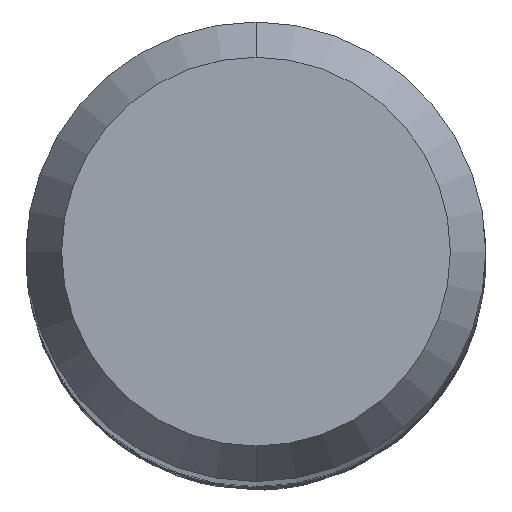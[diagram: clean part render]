
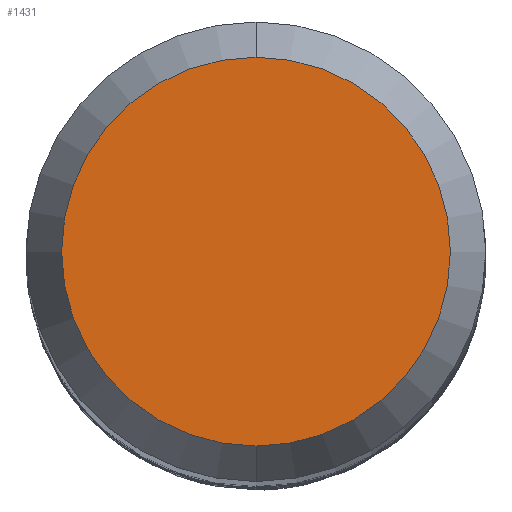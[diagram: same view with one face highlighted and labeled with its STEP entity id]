
A CAD part, top view. The second image highlights one B-rep face of the part: STEP entity #1431.
In plain terms, the highlighted planar face has unit normal (0, 0, 1).
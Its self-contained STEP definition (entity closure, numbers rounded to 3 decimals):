
#1087=EDGE_CURVE('',#1383,#1433,#3159,.T.);
#1383=VERTEX_POINT('',#3480);
#1431=ADVANCED_FACE('',(#3529),#3530,.T.);
#1433=VERTEX_POINT('',#3532);
#2951=EDGE_CURVE('',#1433,#1383,#5185,.T.);
#3159=CIRCLE('',#5806,2.538);
#3480=CARTESIAN_POINT('',(0.0,2.538,0.0));
#3529=FACE_OUTER_BOUND('',#8779,.T.);
#3530=PLANE('',#8780);
#3532=CARTESIAN_POINT('',(0.,-2.538,0.0));
#5185=CIRCLE('',#26599,2.538);
#5806=AXIS2_PLACEMENT_3D('',#28618,#28619,#28620);
#8779=EDGE_LOOP('',(#28939,#28940));
#8780=AXIS2_PLACEMENT_3D('',#28941,#28942,#28943);
#26599=AXIS2_PLACEMENT_3D('',#30772,#30773,#30774);
#28618=CARTESIAN_POINT('',(0.0,0.0,0.0));
#28619=DIRECTION('',(0.0,0.0,-1.0));
#28620=DIRECTION('',(0.0,1.0,0.0));
#28939=ORIENTED_EDGE('',*,*,#1087,.F.);
#28940=ORIENTED_EDGE('',*,*,#2951,.F.);
#28941=CARTESIAN_POINT('',(0.0,1.269,0.0));
#28942=DIRECTION('',(-0.0,0.0,1.0));
#28943=DIRECTION('',(0.0,-1.0,0.0));
#30772=CARTESIAN_POINT('',(0.0,0.0,0.0));
#30773=DIRECTION('',(0.0,0.0,-1.0));
#30774=DIRECTION('',(0.0,1.0,0.0));
